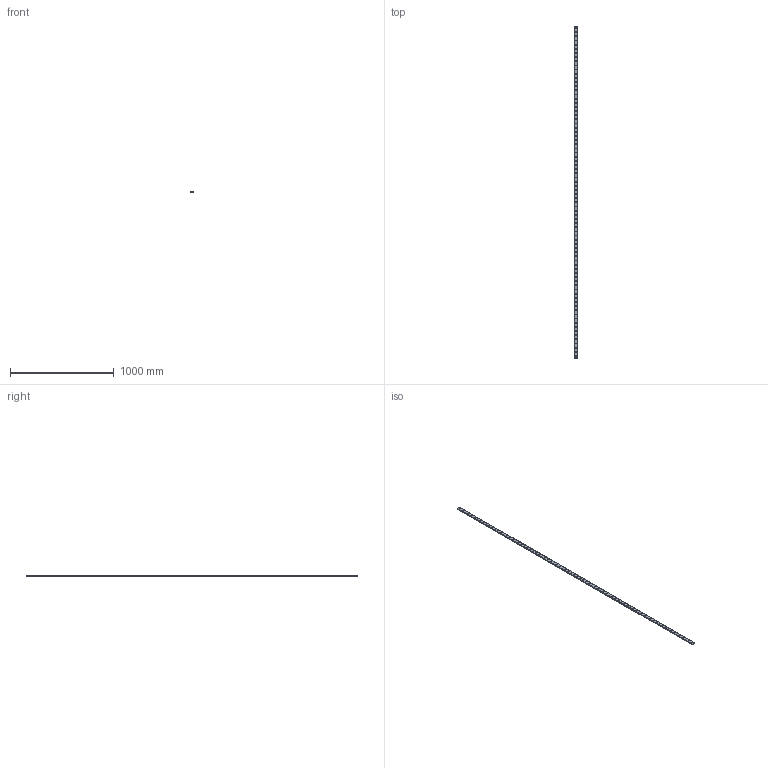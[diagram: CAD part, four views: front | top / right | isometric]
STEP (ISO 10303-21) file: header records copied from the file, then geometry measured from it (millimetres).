
FILE_DESCRIPTION(('STEP AP214'),'1');
FILE_NAME('cctmp_493943C9-690F-4097-8637-CE4876F9BB63_2021_03_02_10_36_07_0870..stp','2021-03-02T09:36:08',('HIWIN GmbH'),('CADClick - www.CADClick.com'),'Spatial InterOp 3D',' ','unknown authorization');
FILE_SCHEMA(('AUTOMOTIVE_DESIGN'));
Length unit declared in the file: millimetre
Products named in the file (1): WER17R3200H_FILE
Bounding box: 33 x 3200 x 9.3 mm (x, y, z)
Volume: 883880.9 mm3; surface area: 312743.9 mm2
Topology: 1 solids, 1 shells, 1543 faces, 3171 edges, 2114 vertices
Faces by surface type: cylinder 978, plane 565
Entity records: 54069 total; most frequent: DIRECTION 8215, CARTESIAN_POINT 6829, ORIENTED_EDGE 6342, AXIS2_PLACEMENT_3D 3500, EDGE_CURVE 3171, VERTEX_POINT 2114, EDGE_LOOP 2027, CIRCLE 1956
